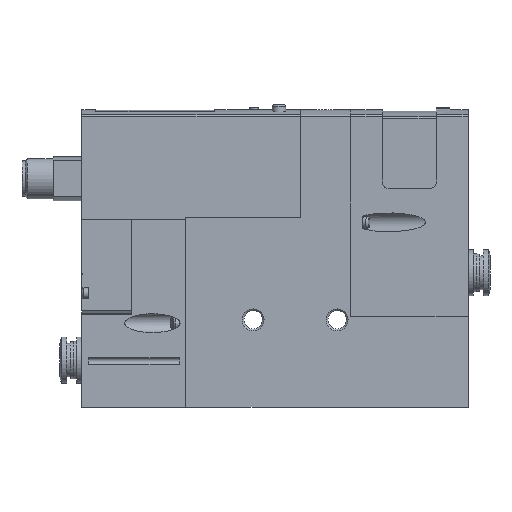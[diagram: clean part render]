
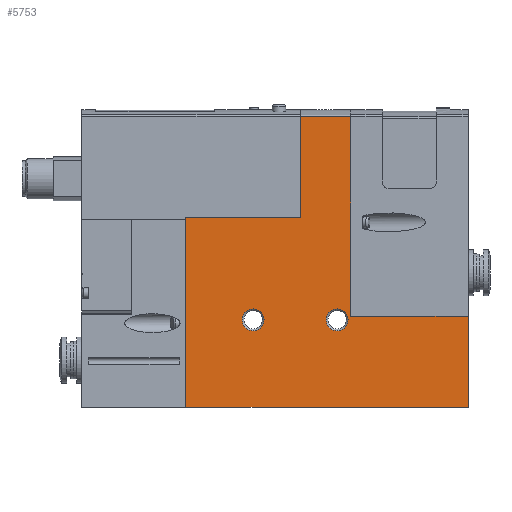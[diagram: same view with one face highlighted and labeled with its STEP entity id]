
A CAD part, top view. The second image highlights one B-rep face of the part: STEP entity #5753.
In plain terms, the highlighted planar face has unit normal (0, 0, 1).
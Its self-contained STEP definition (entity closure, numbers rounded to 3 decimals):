
#137=PLANE('',#6143);
#270=LINE('',#8034,#504);
#356=LINE('',#8245,#590);
#394=LINE('',#8408,#628);
#399=LINE('',#8422,#633);
#407=LINE('',#8438,#641);
#408=LINE('',#8442,#642);
#410=LINE('',#8447,#644);
#412=LINE('',#8458,#646);
#504=VECTOR('',#6640,1000.);
#590=VECTOR('',#6798,1000.);
#628=VECTOR('',#7002,1000.);
#633=VECTOR('',#7015,1000.);
#641=VECTOR('',#7027,1000.);
#642=VECTOR('',#7032,1000.);
#644=VECTOR('',#7038,1000.);
#646=VECTOR('',#7050,1000.);
#787=CIRCLE('',#6144,3.25);
#788=CIRCLE('',#6145,3.25);
#1386=ORIENTED_EDGE('',*,*,#2209,.T.);
#1387=ORIENTED_EDGE('',*,*,#2210,.T.);
#1388=ORIENTED_EDGE('',*,*,#2205,.T.);
#1389=ORIENTED_EDGE('',*,*,#2183,.T.);
#1390=ORIENTED_EDGE('',*,*,#2008,.T.);
#1391=ORIENTED_EDGE('',*,*,#2117,.T.);
#1392=ORIENTED_EDGE('',*,*,#2191,.T.);
#1393=ORIENTED_EDGE('',*,*,#2200,.T.);
#1394=ORIENTED_EDGE('',*,*,#2202,.T.);
#1395=ORIENTED_EDGE('',*,*,#2211,.T.);
#2008=EDGE_CURVE('',#2493,#2492,#270,.T.);
#2117=EDGE_CURVE('',#2492,#2581,#356,.T.);
#2183=EDGE_CURVE('',#2624,#2493,#394,.T.);
#2191=EDGE_CURVE('',#2581,#2628,#399,.T.);
#2200=EDGE_CURVE('',#2628,#2634,#407,.T.);
#2202=EDGE_CURVE('',#2634,#2635,#408,.T.);
#2205=EDGE_CURVE('',#2637,#2624,#410,.T.);
#2209=EDGE_CURVE('',#2639,#2639,#787,.T.);
#2210=EDGE_CURVE('',#2640,#2640,#788,.T.);
#2211=EDGE_CURVE('',#2635,#2637,#412,.T.);
#2492=VERTEX_POINT('',#8033);
#2493=VERTEX_POINT('',#8035);
#2581=VERTEX_POINT('',#8244);
#2624=VERTEX_POINT('',#8409);
#2628=VERTEX_POINT('',#8421);
#2634=VERTEX_POINT('',#8437);
#2635=VERTEX_POINT('',#8441);
#2637=VERTEX_POINT('',#8448);
#2639=VERTEX_POINT('',#8455);
#2640=VERTEX_POINT('',#8457);
#2947=EDGE_LOOP('',(#1386));
#2948=EDGE_LOOP('',(#1387));
#2949=EDGE_LOOP('',(#1388,#1389,#1390,#1391,#1392,#1393,#1394,#1395));
#3407=FACE_BOUND('',#2947,.T.);
#3408=FACE_BOUND('',#2948,.T.);
#3409=FACE_BOUND('',#2949,.T.);
#5753=ADVANCED_FACE('',(#3407,#3408,#3409),#137,.T.);
#6143=AXIS2_PLACEMENT_3D('',#8453,#7044,#7045);
#6144=AXIS2_PLACEMENT_3D('',#8454,#7046,#7047);
#6145=AXIS2_PLACEMENT_3D('',#8456,#7048,#7049);
#6640=DIRECTION('',(0.,-1.,0.));
#6798=DIRECTION('',(1.,0.,0.));
#7002=DIRECTION('',(-1.,0.,0.));
#7015=DIRECTION('',(0.,1.,0.));
#7027=DIRECTION('',(-1.,0.,0.));
#7032=DIRECTION('',(0.,1.,0.));
#7038=DIRECTION('',(0.,-1.,0.));
#7044=DIRECTION('',(0.,0.,1.));
#7045=DIRECTION('',(1.,0.,0.));
#7046=DIRECTION('',(0.,0.,-1.));
#7047=DIRECTION('',(-1.,0.,0.));
#7048=DIRECTION('',(0.,0.,-1.));
#7049=DIRECTION('',(-1.,0.,0.));
#7050=DIRECTION('',(-1.,0.,0.));
#8033=CARTESIAN_POINT('',(31.,0.,10.25));
#8034=CARTESIAN_POINT('',(31.,56.4,10.25));
#8035=CARTESIAN_POINT('',(31.,56.4,10.25));
#8244=CARTESIAN_POINT('',(115.,0.,10.25));
#8245=CARTESIAN_POINT('',(31.,0.,10.25));
#8408=CARTESIAN_POINT('',(65.1,56.4,10.25));
#8409=CARTESIAN_POINT('',(65.1,56.4,10.25));
#8421=CARTESIAN_POINT('',(115.,27.,10.25));
#8422=CARTESIAN_POINT('',(115.,0.,10.25));
#8437=CARTESIAN_POINT('',(79.999,27.,10.25));
#8438=CARTESIAN_POINT('',(115.,27.,10.25));
#8441=CARTESIAN_POINT('',(79.999,86.442,10.25));
#8442=CARTESIAN_POINT('',(79.999,27.,10.25));
#8447=CARTESIAN_POINT('',(65.1,90.,10.25));
#8448=CARTESIAN_POINT('',(65.1,86.442,10.25));
#8453=CARTESIAN_POINT('',(0.,0.,10.25));
#8454=CARTESIAN_POINT('',(76.,26.,10.25));
#8455=CARTESIAN_POINT('',(72.75,26.,10.25));
#8456=CARTESIAN_POINT('',(51.,26.,10.25));
#8457=CARTESIAN_POINT('',(47.75,26.,10.25));
#8458=CARTESIAN_POINT('',(80.,86.442,10.25));
